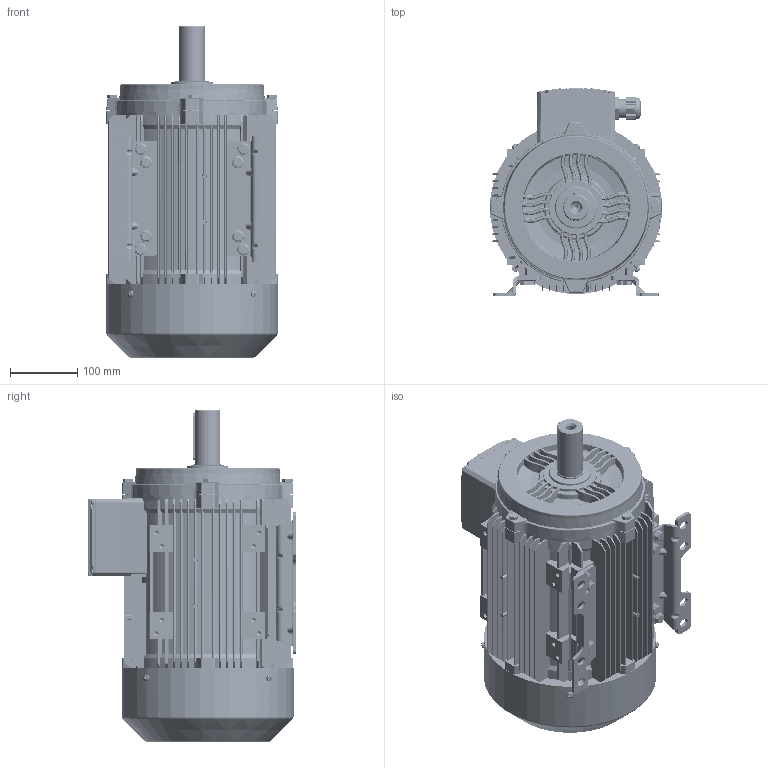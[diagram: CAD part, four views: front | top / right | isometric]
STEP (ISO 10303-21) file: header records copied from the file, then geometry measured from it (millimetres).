
FILE_DESCRIPTION (( 'STEP AP214' ), '1' );
FILE_NAME ('2EL132M6_PD_K1-A.STEP', '2019-07-17T05:24:17', ( '' ), ( '' ), 'SwSTEP 2.0', 'SolidWorks 2019', '' );
FILE_SCHEMA (( 'AUTOMOTIVE_DESIGN' ));
Products named in the file (1): 2EL132M6_PD_K1-A
Bounding box: 256.02 x 310.66 x 494.62 mm (x, y, z)
Volume: 18380417.8 mm3; surface area: 948338.4 mm2
Topology: 1 solids, 105 shells, 5646 faces, 14543 edges, 9126 vertices
Faces by surface type: cylinder 1769, plane 1754, cone 979, bspline 800, torus 334, sphere 10
Entity records: 202152 total; most frequent: CARTESIAN_POINT 72311, ORIENTED_EDGE 28810, DIRECTION 25600, EDGE_CURVE 14405, AXIS2_PLACEMENT_3D 9993, VERTEX_POINT 9126, EDGE_LOOP 6019, FACE_OUTER_BOUND 5646
